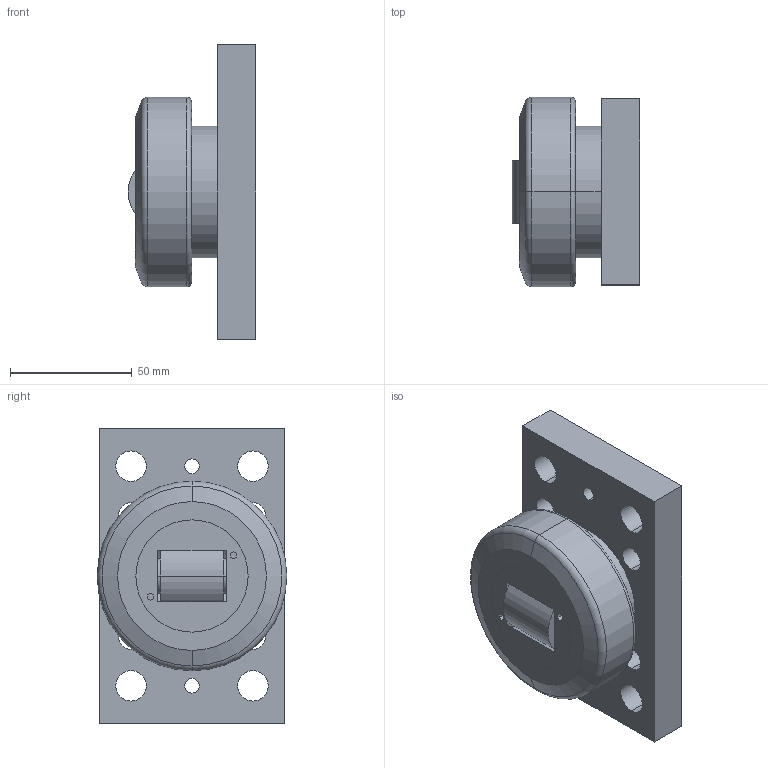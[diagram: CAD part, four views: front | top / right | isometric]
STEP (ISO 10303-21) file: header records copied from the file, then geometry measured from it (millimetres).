
FILE_DESCRIPTION (( 'STEP AP203' ), '1' );
FILE_NAME ('CRT_44555045D2.step', '2022-11-09T17:45:34', ( '' ), ( '' ), 'SwSTEP 2.0', 'SolidWorks 2019', '' );
FILE_SCHEMA (( 'CONFIG_CONTROL_DESIGN' ));
Length unit declared in the file: inch
Products named in the file (3): yx0Lc4xmVD_CADModel_0; CRT_44555045D2
Assembly tree (1 placements, depth 2):
  CRT_44555045D2
    yx0Lc4xmVD_CADModel_0
  yx0Lc4xmVD_CADModel_0
Bounding box: 52.38 x 77.7 x 120.65 mm (x, y, z)
Volume: 251432.4 mm3; surface area: 61634.5 mm2
Topology: 5 solids, 5 shells, 87 faces, 203 edges, 132 vertices
Faces by surface type: cylinder 46, plane 31, cone 6, torus 4
Entity records: 3173 total; most frequent: CARTESIAN_POINT 779, DIRECTION 473, ORIENTED_EDGE 406, EDGE_CURVE 203, AXIS2_PLACEMENT_3D 186, VERTEX_POINT 132, EDGE_LOOP 121, VECTOR 101
